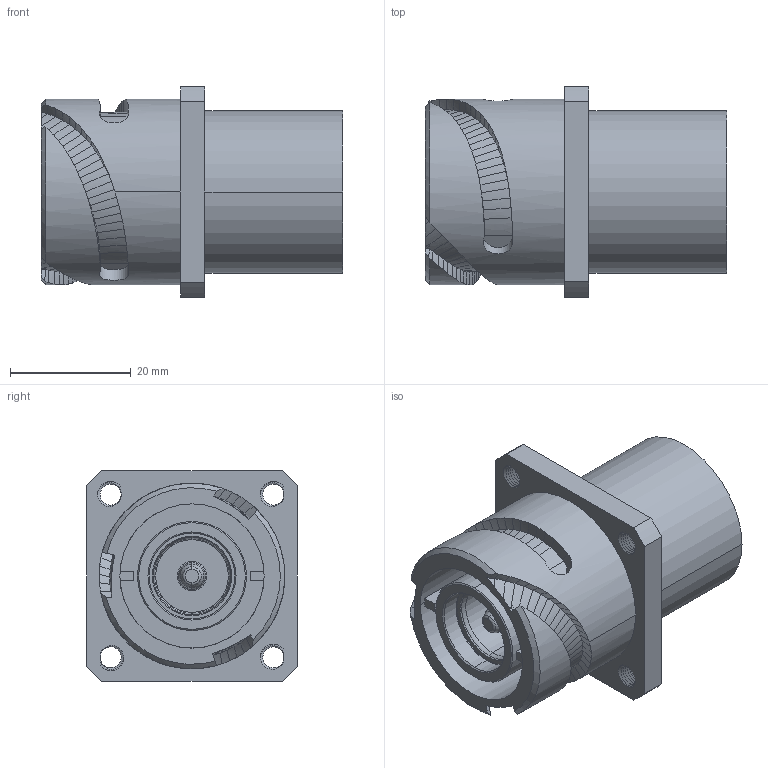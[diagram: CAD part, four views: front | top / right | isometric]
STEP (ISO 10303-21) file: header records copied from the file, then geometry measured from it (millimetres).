
FILE_DESCRIPTION((''),'2;1');
FILE_NAME('GCE3100E18M50P-B-T4_SW0001','2023-05-26T10:23:11',('paultorloting'),('NET AG system integration'),'CREO PARAMETRIC BY PTC INC, 2021404','CREO PARAMETRIC BY PTC INC, 2021404','');
FILE_SCHEMA(('AUTOMOTIVE_DESIGN { 1 0 10303 214 1 1 1 1 }'));
Length unit declared in the file: millimetre
Products named in the file (1): GCE3100E18M50P-B-T4_SW0001
Bounding box: 50 x 35 x 35 mm (x, y, z)
Volume: 26627.6 mm3; surface area: 11426.6 mm2
Topology: 1 solids, 1 shells, 434 faces, 1145 edges, 730 vertices
Faces by surface type: bspline 226, plane 155, cylinder 28, cone 15, torus 10
Entity records: 23186 total; most frequent: CARTESIAN_POINT 11568, ORIENTED_EDGE 2290, DIRECTION 1251, EDGE_CURVE 1145, VERTEX_POINT 730, VECTOR 630, LINE 630, EDGE_LOOP 459
